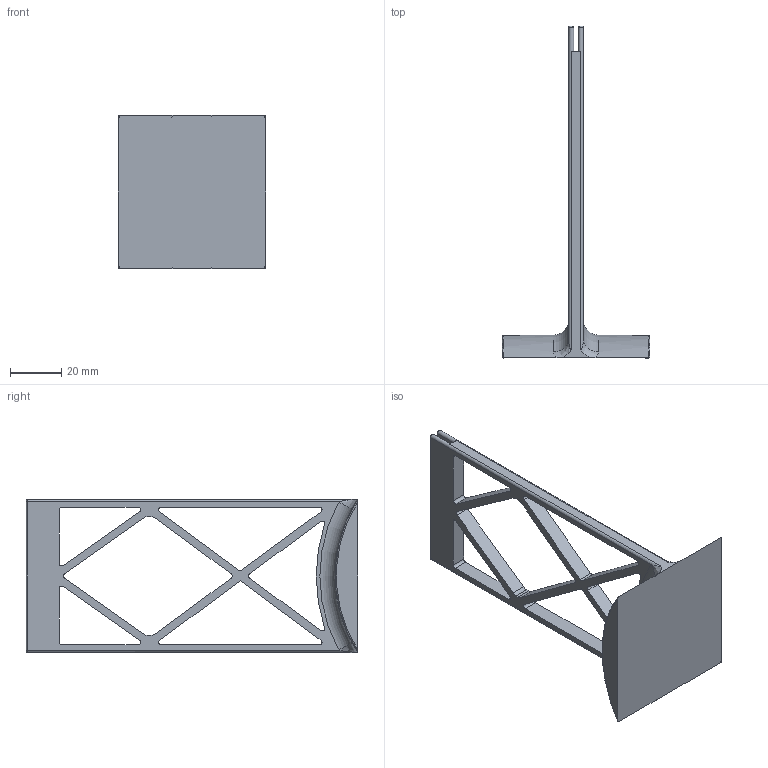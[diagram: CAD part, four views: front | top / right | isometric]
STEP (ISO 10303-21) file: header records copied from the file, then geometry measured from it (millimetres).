
FILE_DESCRIPTION(/* description */ (''),/* implementation_level */ '2;1');
FILE_NAME(/* name */ 'WingMount.stp',/* time_stamp */ '2023-11-15T19:44:42-06:00',/* author */ ('Eric'),/* organization */ (''),/* preprocessor_version */ 'ST-DEVELOPER v19',/* originating_system */ 'Autodesk Inventor 2023',/* authorisation */ '');
FILE_SCHEMA (('AUTOMOTIVE_DESIGN { 1 0 10303 214 3 1 1 }'));
Length unit declared in the file: millimetre
Products named in the file (1): WingMount
Bounding box: 57.8 x 130 x 60 mm (x, y, z)
Volume: 36265.9 mm3; surface area: 19668.3 mm2
Topology: 1 solids, 1 shells, 75 faces, 203 edges, 130 vertices
Faces by surface type: plane 34, cylinder 29, bspline 8, torus 4
Entity records: 2770 total; most frequent: CARTESIAN_POINT 821, ORIENTED_EDGE 406, DIRECTION 389, EDGE_CURVE 203, AXIS2_PLACEMENT_3D 138, VERTEX_POINT 130, LINE 113, VECTOR 113
